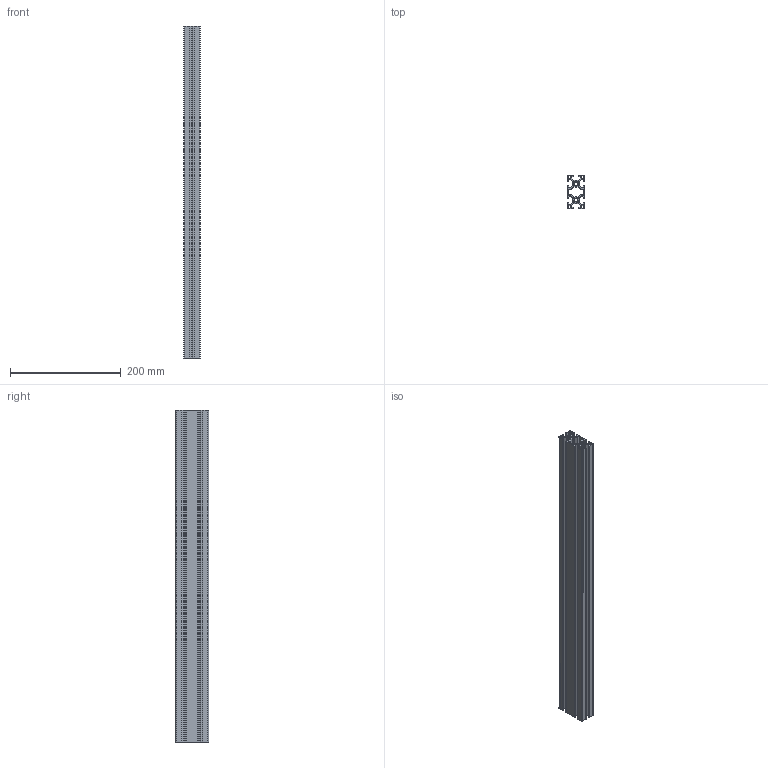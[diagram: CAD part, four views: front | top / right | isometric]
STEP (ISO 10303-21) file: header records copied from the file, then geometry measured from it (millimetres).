
FILE_DESCRIPTION( ( 'STEP AP203' ), '1' );
FILE_NAME( '30-3060-600-CL.stp', '2022-02-13T02:06:57', ( 'License CC BY-ND 4.0' ), ( 'CADENAS' ), ' ', 'PARTsolutions', ' ' );
FILE_SCHEMA( ( 'CONFIG_CONTROL_DESIGN' ) );
Length unit declared in the file: millimetre
Products named in the file (1): _30-3060-600-CL
Bounding box: 30 x 60 x 600 mm (x, y, z)
Volume: 348955 mm3; surface area: 338548.6 mm2
Topology: 1 solids, 1 shells, 242 faces, 720 edges, 480 vertices
Faces by surface type: plane 134, cylinder 108
Entity records: 8232 total; most frequent: CARTESIAN_POINT 1443, ORIENTED_EDGE 1440, DIRECTION 1422, EDGE_CURVE 720, LINE 504, VECTOR 504, VERTEX_POINT 480, AXIS2_PLACEMENT_3D 459
